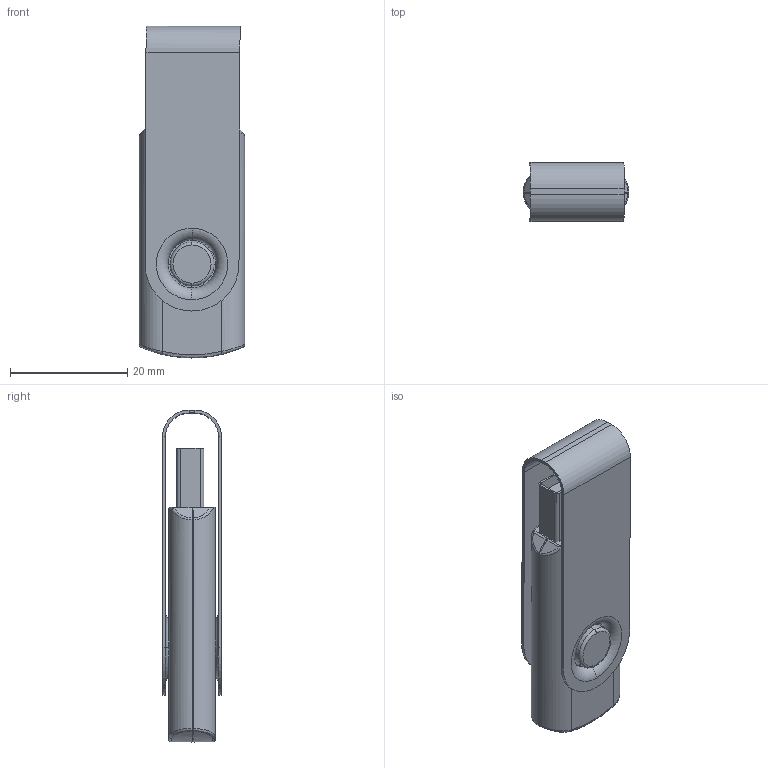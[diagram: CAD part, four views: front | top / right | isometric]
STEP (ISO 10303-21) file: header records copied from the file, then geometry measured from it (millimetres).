
FILE_DESCRIPTION (( 'STEP AP203' ), '1' );
FILE_NAME ('RK1808_USB_YAPAYZEKA_GRÝ.STEP', '2024-08-20T15:02:41', ( '' ), ( '' ), 'SwSTEP 2.0', 'SolidWorks 2018', '' );
FILE_SCHEMA (( 'CONFIG_CONTROL_DESIGN' ));
Length unit declared in the file: millimetre
Products named in the file (6): Part4_Varsay_lan.STEP.STEP; Usb kapa___Varsay_lan.STEP.STEP; Part1_Varsay_lan.STEP.STEP; Assem2.STEP.STEP; RK1808_USB_YAPAYZEKA_GRÝ; RK1808_USB_YAPAYZEKA_MAVÝ.STEP
Assembly tree (5 placements, depth 4):
  RK1808_USB_YAPAYZEKA_GRÝ
    RK1808_USB_YAPAYZEKA_MAVÝ.STEP
      Assem2.STEP.STEP
        Part1_Varsay_lan.STEP.STEP
        Part4_Varsay_lan.STEP.STEP
        Usb kapa___Varsay_lan.STEP.STEP
Bounding box: 18 x 10 x 56.54 mm (x, y, z)
Volume: 4328.4 mm3; surface area: 11447.9 mm2
Topology: 46 solids, 46 shells, 868 faces, 2194 edges, 1438 vertices
Faces by surface type: plane 444, cylinder 208, bspline 172, torus 30, cone 12, sphere 2
Entity records: 33644 total; most frequent: CARTESIAN_POINT 12970, ORIENTED_EDGE 4388, DIRECTION 3724, EDGE_CURVE 2194, VERTEX_POINT 1438, VECTOR 1324, LINE 1324, AXIS2_PLACEMENT_3D 1200
